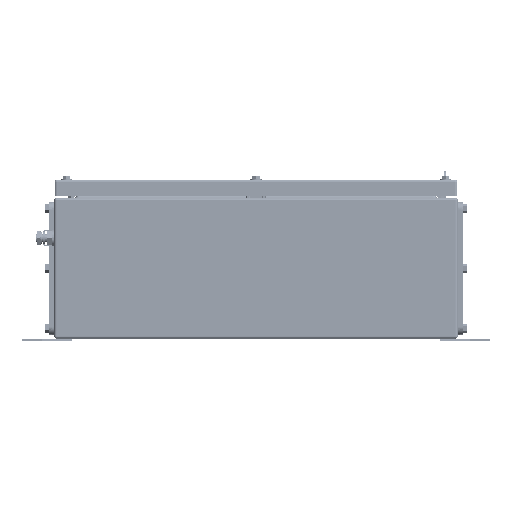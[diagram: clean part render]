
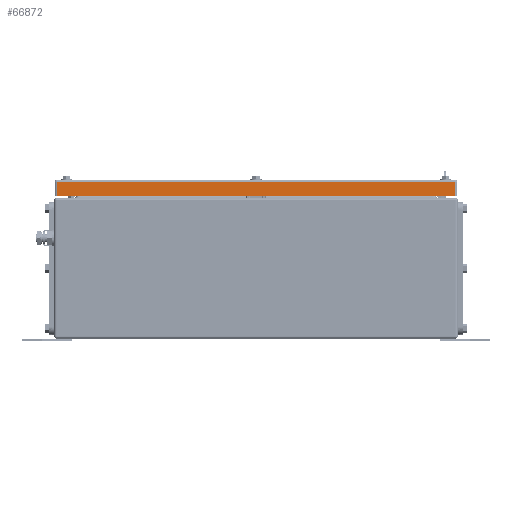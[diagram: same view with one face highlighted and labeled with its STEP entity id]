
A CAD part, front view. The second image highlights one B-rep face of the part: STEP entity #66872.
In plain terms, the highlighted planar face has unit normal (0, -1, 0).
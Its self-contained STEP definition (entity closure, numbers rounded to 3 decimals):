
#66845=AXIS2_PLACEMENT_3D('Plane Axis2P3D',#66842,#66843,#66844) ;
#66615=CARTESIAN_POINT('Vertex',(44.,11.5,200.5)) ;
#66618=CARTESIAN_POINT('Line Origine',(294.5,11.5,200.5)) ;
#66622=CARTESIAN_POINT('Vertex',(545.,11.5,200.5)) ;
#66842=CARTESIAN_POINT('Axis2P3D Location',(548.,11.5,183.5)) ;
#66847=CARTESIAN_POINT('Line Origine',(44.,11.5,192.)) ;
#66851=CARTESIAN_POINT('Vertex',(44.,11.5,183.5)) ;
#66854=CARTESIAN_POINT('Line Origine',(294.5,11.5,183.5)) ;
#66858=CARTESIAN_POINT('Vertex',(545.,11.5,183.5)) ;
#66861=CARTESIAN_POINT('Line Origine',(545.,11.5,192.)) ;
#66619=DIRECTION('Vector Direction',(1.,0.,0.)) ;
#66843=DIRECTION('Axis2P3D Direction',(0.,1.,0.)) ;
#66844=DIRECTION('Axis2P3D XDirection',(-1.,0.,0.)) ;
#66848=DIRECTION('Vector Direction',(0.,0.,1.)) ;
#66855=DIRECTION('Vector Direction',(-1.,0.,0.)) ;
#66862=DIRECTION('Vector Direction',(0.,0.,1.)) ;
#66620=VECTOR('Line Direction',#66619,1.) ;
#66849=VECTOR('Line Direction',#66848,1.) ;
#66856=VECTOR('Line Direction',#66855,1.) ;
#66863=VECTOR('Line Direction',#66862,1.) ;
#66867=ORIENTED_EDGE('',*,*,#66624,.F.) ;
#66868=ORIENTED_EDGE('',*,*,#66853,.F.) ;
#66869=ORIENTED_EDGE('',*,*,#66860,.T.) ;
#66870=ORIENTED_EDGE('',*,*,#66865,.T.) ;
#66872=ADVANCED_FACE('ZUB_KTB_MH_765020_4GP_AllCATPart.2\\ZUB_DE_KTB_MH_762x508.1\\DE_KTB_MH_PART_MASTER.1\\Koerper.2',(#66871),#66846,.F.) ;
#66624=EDGE_CURVE('',#66616,#66623,#66621,.T.) ;
#66853=EDGE_CURVE('',#66852,#66616,#66850,.T.) ;
#66860=EDGE_CURVE('',#66852,#66859,#66857,.F.) ;
#66865=EDGE_CURVE('',#66859,#66623,#66864,.T.) ;
#66866=EDGE_LOOP('',(#66867,#66868,#66869,#66870)) ;
#66871=FACE_OUTER_BOUND('',#66866,.T.) ;
#66621=LINE('Line',#66618,#66620) ;
#66850=LINE('Line',#66847,#66849) ;
#66857=LINE('Line',#66854,#66856) ;
#66864=LINE('Line',#66861,#66863) ;
#66846=PLANE('',#66845) ;
#66616=VERTEX_POINT('',#66615) ;
#66623=VERTEX_POINT('',#66622) ;
#66852=VERTEX_POINT('',#66851) ;
#66859=VERTEX_POINT('',#66858) ;
